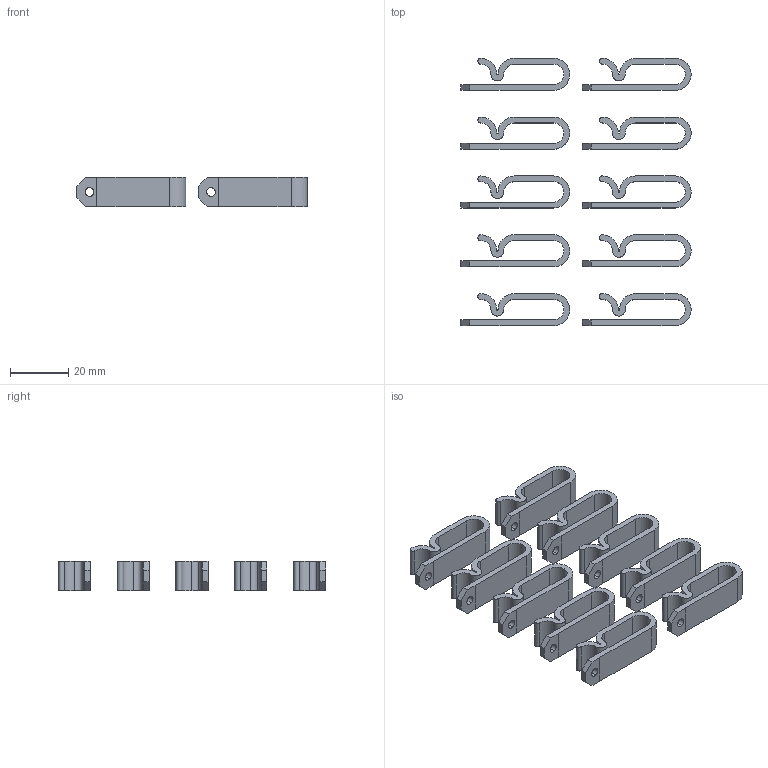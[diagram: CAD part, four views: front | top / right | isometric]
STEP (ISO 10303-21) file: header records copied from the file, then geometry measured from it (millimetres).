
FILE_DESCRIPTION(/* description */ (''),/* implementation_level */ '2;1');
FILE_NAME(/* name */ 'PKT3FP~F',/* time_stamp */ '2018-04-17T11:14:13+02:00',/* author */ (''),/* organization */ (''),/* preprocessor_version */ 'ST-DEVELOPER v15',/* originating_system */ '',/* authorisation */ '');
FILE_SCHEMA (('AUTOMOTIVE_DESIGN'));
Length unit declared in the file: millimetre
Products named in the file (1): Document
Bounding box: 79.01 x 91.72 x 10 mm (x, y, z)
Volume: 15360.6 mm3; surface area: 18946.5 mm2
Topology: 10 solids, 10 shells, 210 faces, 570 edges, 380 vertices
Faces by surface type: bspline 170, plane 40
Entity records: 6554 total; most frequent: CARTESIAN_POINT 3542, ORIENTED_EDGE 1140, EDGE_CURVE 570, VERTEX_POINT 380, EDGE_LOOP 230, ADVANCED_FACE 210, FACE_OUTER_BOUND 210, B_SPLINE_CURVE_WITH_KNOTS 80
